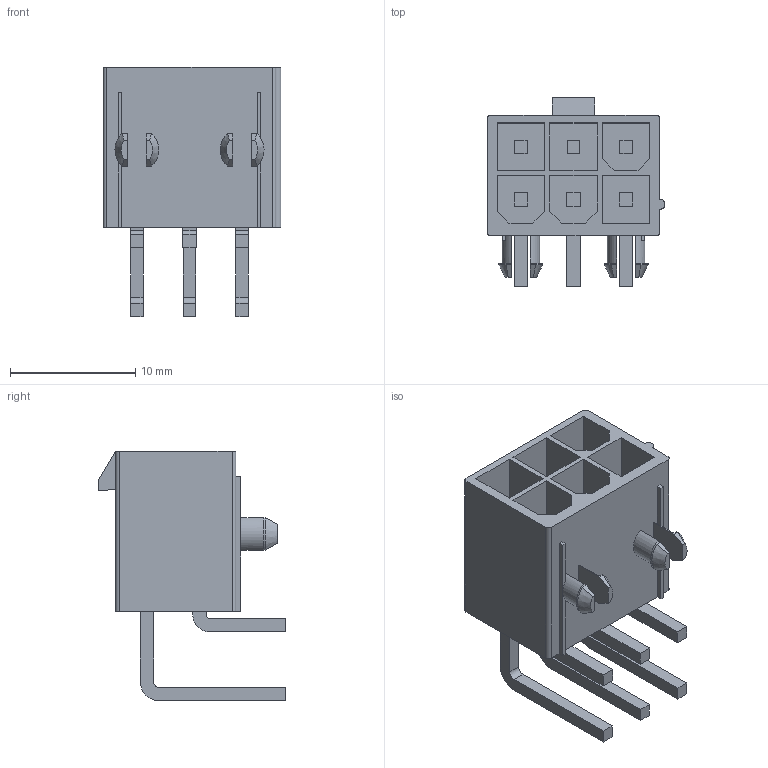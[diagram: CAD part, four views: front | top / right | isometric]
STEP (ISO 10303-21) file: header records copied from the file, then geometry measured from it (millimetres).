
FILE_DESCRIPTION((''),'2;1');
FILE_NAME('039301060','2008-09-22T',('PNB'),(''),'PRO/ENGINEER BY PARAMETRIC TECHNOLOGY CORPORATION, 2003451','PRO/ENGINEER BY PARAMETRIC TECHNOLOGY CORPORATION, 2003451','');
FILE_SCHEMA(('CONFIG_CONTROL_DESIGN'));
Length unit declared in the file: millimetre
Products named in the file (1): 039301060
Bounding box: 14.2 x 15 x 19.93 mm (x, y, z)
Volume: 1065.7 mm3; surface area: 2152.8 mm2
Topology: 1 solids, 1 shells, 189 faces, 499 edges, 334 vertices
Faces by surface type: plane 160, cylinder 25, cone 4
Entity records: 5796 total; most frequent: CARTESIAN_POINT 1020, ORIENTED_EDGE 962, DIRECTION 949, EDGE_CURVE 481, VECTOR 415, LINE 415, VERTEX_POINT 314, AXIS2_PLACEMENT_3D 267
